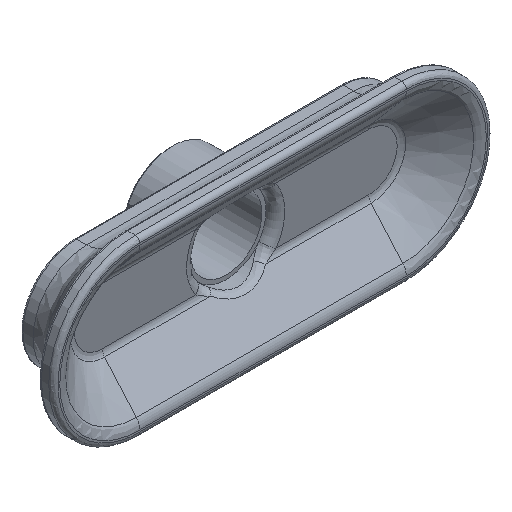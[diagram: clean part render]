
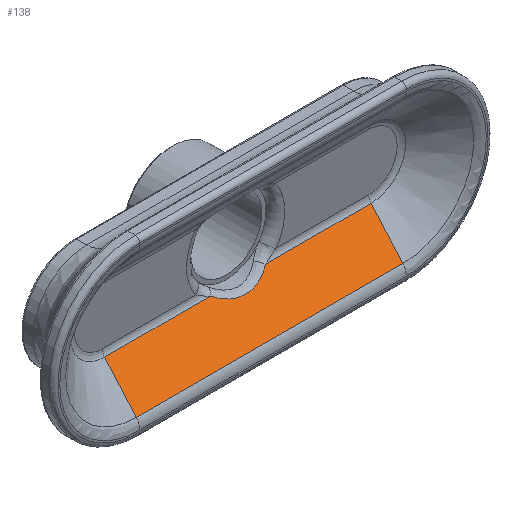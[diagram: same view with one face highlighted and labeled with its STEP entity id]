
A CAD part, isometric view. The second image highlights one B-rep face of the part: STEP entity #138.
In plain terms, the highlighted planar face has unit normal (0, -0.755, 0.656).
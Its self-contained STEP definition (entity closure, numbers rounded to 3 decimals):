
#138=ADVANCED_FACE('',(#2086),#2151,.F.);
#1501=VERTEX_POINT('',#1503);
#1503=CARTESIAN_POINT('',(-28.5,0.736,
   -15.153));
#1537=VERTEX_POINT('',#1539);
#1539=CARTESIAN_POINT('',(28.5,0.736,
   -15.153));
#1667=EDGE_CURVE('',#1537,#1501,#1668,.T.);
#1668=LINE('',#1669,#1670);
#1669=CARTESIAN_POINT('',(0.,0.736,
   -15.153));
#1670=VECTOR('',#1671,1.);
#1671=DIRECTION('',(-1.,0.,0.));
#1683=EDGE_CURVE('',#1501,#1688,#1684,.T.);
#1684=LINE('',#1685,#1686);
#1685=CARTESIAN_POINT('',(-28.5,4.123,
   -11.257));
#1686=VECTOR('',#1687,1.);
#1687=DIRECTION('',(0.,0.656,0.755
   ));
#1688=VERTEX_POINT('',#1689);
#1689=CARTESIAN_POINT('',(-28.5,7.509,
   -7.361));
#1743=VERTEX_POINT('',#1744);
#1744=CARTESIAN_POINT('',(28.5,7.509,
   -7.361));
#1745=EDGE_CURVE('',#1743,#1537,#1746,.T.);
#1746=LINE('',#1747,#1748);
#1747=CARTESIAN_POINT('',(28.5,4.123,
   -11.257));
#1748=VECTOR('',#1749,1.);
#1749=DIRECTION('',(0.,-0.656,
   -0.755));
#2074=VERTEX_POINT('',#2075);
#2075=CARTESIAN_POINT('',(5.918,7.509,
   -7.361));
#2076=EDGE_CURVE('',#2074,#1743,#2077,.T.);
#2077=LINE('',#2078,#2079);
#2078=CARTESIAN_POINT('',(0.,7.509,
   -7.361));
#2079=VECTOR('',#2080,1.);
#2080=DIRECTION('',(1.,0.,0.));
#2086=FACE_OUTER_BOUND('',#2087,.T.);
#2087=EDGE_LOOP('',(#2088,#2089,#2090,#2091,#2092,#2093));
#2088=ORIENTED_EDGE('',*,*,#1683,.F.);
#2089=ORIENTED_EDGE('',*,*,#1667,.F.);
#2090=ORIENTED_EDGE('',*,*,#1745,.F.);
#2091=ORIENTED_EDGE('',*,*,#2076,.F.);
#2092=ORIENTED_EDGE('',*,*,#2094,.F.);
#2093=ORIENTED_EDGE('',*,*,#2146,.F.);
#2094=EDGE_CURVE('',#2144,#2074,#2095,.T.);
#2095=B_SPLINE_CURVE_WITH_KNOTS('',3,(#2096,#2097,#2098,#2099,#2100,
   #2101,#2102,#2103,#2104,#2105,#2106,#2107,#2108,#2109,#2110,#2111,
   #2112,#2113,#2114,#2115,#2116,#2117,#2118,#2119,#2120,#2121,#2122,
   #2123,#2124,#2125,#2126,#2127,#2128,#2129,#2130,#2131,#2132,#2133,
   #2134,#2135,#2136,#2137,#2138,#2139,#2140,#2141,#2142,#2143),
   .UNSPECIFIED.,.F.,.F.,(4,1,1,1,1,1,1,1,1,1,1,1,1,1,1,1,1,1,1,1,1,1,1,
   1,1,1,1,1,1,1,1,1,1,1,1,1,1,1,1,1,1,1,1,1,1,4),(0.,
   0.013,0.025,0.038,
   0.051,0.064,0.076,
   0.089,0.102,0.115,
   0.127,0.14,0.153,
   0.166,0.178,0.191,
   0.204,0.217,0.229,
   0.242,0.255,0.267,
   0.28,0.293,0.306,
   0.318,0.331,0.344,
   0.422,0.5,0.578,
   0.657,0.681,0.706,
   0.73,0.755,0.779,
   0.804,0.828,0.853,
   0.877,0.902,0.926,
   0.951,0.975,1.),.UNSPECIFIED.);
#2096=CARTESIAN_POINT('',(-5.918,7.509,
   -7.361));
#2097=CARTESIAN_POINT('',(-5.876,7.485,
   -7.389));
#2098=CARTESIAN_POINT('',(-5.794,7.436,
   -7.445));
#2099=CARTESIAN_POINT('',(-5.668,7.365,
   -7.527));
#2100=CARTESIAN_POINT('',(-5.54,7.295,
   -7.608));
#2101=CARTESIAN_POINT('',(-5.41,7.226,
   -7.687));
#2102=CARTESIAN_POINT('',(-5.279,7.159,
   -7.765));
#2103=CARTESIAN_POINT('',(-5.146,7.093,
   -7.841));
#2104=CARTESIAN_POINT('',(-5.012,7.028,
   -7.915));
#2105=CARTESIAN_POINT('',(-4.876,6.965,
   -7.988));
#2106=CARTESIAN_POINT('',(-4.738,6.904,
   -8.058));
#2107=CARTESIAN_POINT('',(-4.599,6.843,
   -8.128));
#2108=CARTESIAN_POINT('',(-4.458,6.785,
   -8.195));
#2109=CARTESIAN_POINT('',(-4.316,6.728,
   -8.26));
#2110=CARTESIAN_POINT('',(-4.172,6.673,
   -8.324));
#2111=CARTESIAN_POINT('',(-4.027,6.619,
   -8.385));
#2112=CARTESIAN_POINT('',(-3.88,6.567,
   -8.445));
#2113=CARTESIAN_POINT('',(-3.732,6.517,
   -8.503));
#2114=CARTESIAN_POINT('',(-3.583,6.469,
   -8.558));
#2115=CARTESIAN_POINT('',(-3.432,6.423,
   -8.612));
#2116=CARTESIAN_POINT('',(-3.28,6.378,
   -8.663));
#2117=CARTESIAN_POINT('',(-3.126,6.335,
   -8.712));
#2118=CARTESIAN_POINT('',(-2.972,6.295,
   -8.759));
#2119=CARTESIAN_POINT('',(-2.816,6.256,
   -8.804));
#2120=CARTESIAN_POINT('',(-2.659,6.219,
   -8.846));
#2121=CARTESIAN_POINT('',(-2.501,6.184,
   -8.886));
#2122=CARTESIAN_POINT('',(-2.342,6.151,
   -8.924));
#2123=CARTESIAN_POINT('',(-2.182,6.121,
   -8.959));
#2124=CARTESIAN_POINT('',(-1.746,6.043,
   -9.048));
#2125=CARTESIAN_POINT('',(-1.02,5.95,
   -9.155));
#2126=CARTESIAN_POINT('',(0.003,5.907,
   -9.204));
#2127=CARTESIAN_POINT('',(1.026,5.951,
   -9.154));
#2128=CARTESIAN_POINT('',(1.802,6.05,
   -9.04));
#2129=CARTESIAN_POINT('',(2.336,6.149,
   -8.926));
#2130=CARTESIAN_POINT('',(2.642,6.214,
   -8.852));
#2131=CARTESIAN_POINT('',(2.943,6.286,
   -8.769));
#2132=CARTESIAN_POINT('',(3.24,6.366,
   -8.677));
#2133=CARTESIAN_POINT('',(3.533,6.452,
   -8.577));
#2134=CARTESIAN_POINT('',(3.821,6.546,
   -8.47));
#2135=CARTESIAN_POINT('',(4.103,6.646,
   -8.355));
#2136=CARTESIAN_POINT('',(4.38,6.752,
   -8.232));
#2137=CARTESIAN_POINT('',(4.651,6.865,
   -8.103));
#2138=CARTESIAN_POINT('',(4.917,6.983,
   -7.967));
#2139=CARTESIAN_POINT('',(5.177,7.107,
   -7.825));
#2140=CARTESIAN_POINT('',(5.43,7.236,
   -7.676));
#2141=CARTESIAN_POINT('',(5.678,7.37,
   -7.522));
#2142=CARTESIAN_POINT('',(5.838,7.463,
   -7.415));
#2143=CARTESIAN_POINT('',(5.918,7.509,
   -7.361));
#2144=VERTEX_POINT('',#2145);
#2145=CARTESIAN_POINT('',(-5.918,7.509,
   -7.361));
#2146=EDGE_CURVE('',#1688,#2144,#2147,.T.);
#2147=LINE('',#2148,#2149);
#2148=CARTESIAN_POINT('',(-17.209,7.509,
   -7.361));
#2149=VECTOR('',#2150,1.);
#2150=DIRECTION('',(1.,0.,0.));
#2151=PLANE('',#2152);
#2152=AXIS2_PLACEMENT_3D('',#2153,#2154,#2155);
#2153=CARTESIAN_POINT('',(-29.64,0.6,
   -15.309));
#2154=DIRECTION('',(0.,0.755,
   -0.656));
#2155=DIRECTION('',(0.,0.656,0.755
   ));
